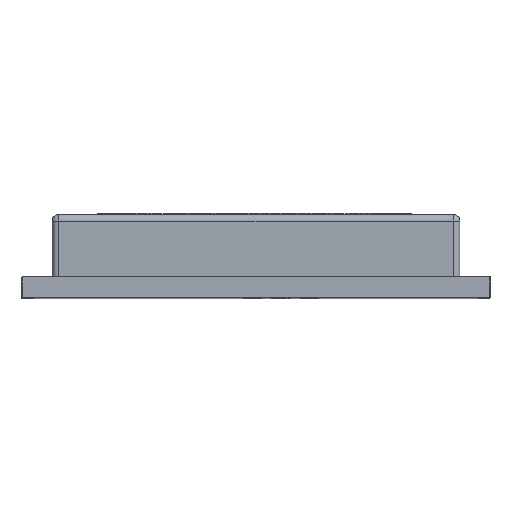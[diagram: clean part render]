
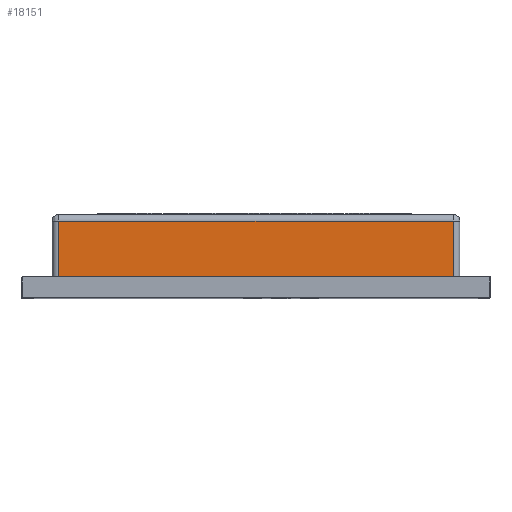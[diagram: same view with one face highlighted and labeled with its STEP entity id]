
A CAD part, top view. The second image highlights one B-rep face of the part: STEP entity #18151.
In plain terms, the highlighted planar face has unit normal (0, 0, 1).
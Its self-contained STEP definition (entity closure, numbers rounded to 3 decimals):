
#437 = ORIENTED_EDGE ( 'NONE', *, *, #13531, .F. ) ;
#1507 = DIRECTION ( 'NONE',  ( 0., 1., 0. ) ) ;
#1829 = LINE ( 'NONE', #14132, #31521 ) ;
#2636 = CARTESIAN_POINT ( 'NONE',  ( 16.6, 3.2, -0.71 ) ) ;
#2925 = EDGE_LOOP ( 'NONE', ( #8576, #17248, #20488, #437 ) ) ;
#3644 = PLANE ( 'NONE',  #13506 ) ;
#4765 = CARTESIAN_POINT ( 'NONE',  ( 1.15, 2.95, -0.71 ) ) ;
#5318 = VECTOR ( 'NONE', #1507, 1000. ) ;
#8281 = FACE_OUTER_BOUND ( 'NONE', #2925, .T. ) ;
#8576 = ORIENTED_EDGE ( 'NONE', *, *, #14443, .F. ) ;
#9048 = DIRECTION ( 'NONE',  ( -1., 0., 0. ) ) ;
#10293 = DIRECTION ( 'NONE',  ( 0., -1., 0. ) ) ;
#10312 = CARTESIAN_POINT ( 'NONE',  ( 1.4, 2.95, -0.71 ) ) ;
#11328 = CARTESIAN_POINT ( 'NONE',  ( 16.6, 0.8, -0.71 ) ) ;
#13506 = AXIS2_PLACEMENT_3D ( 'NONE', #30900, #18336, #9048 ) ;
#13531 = EDGE_CURVE ( 'NONE', #21131, #25740, #1829, .T. ) ;
#13708 = CARTESIAN_POINT ( 'NONE',  ( 16.6, 2.95, -0.71 ) ) ;
#13827 = DIRECTION ( 'NONE',  ( -1., 0., 0. ) ) ;
#14132 = CARTESIAN_POINT ( 'NONE',  ( 0., 0.8, -0.71 ) ) ;
#14443 = EDGE_CURVE ( 'NONE', #25110, #21131, #17181, .T. ) ;
#14512 = DIRECTION ( 'NONE',  ( 1., 0., 0. ) ) ;
#17181 = LINE ( 'NONE', #2636, #31548 ) ;
#17248 = ORIENTED_EDGE ( 'NONE', *, *, #23907, .F. ) ;
#18151 = ADVANCED_FACE ( 'NONE', ( #8281 ), #3644, .F. ) ;
#18336 = DIRECTION ( 'NONE',  ( 0., 0., -1. ) ) ;
#18424 = CARTESIAN_POINT ( 'NONE',  ( 1.4, 3.2, -0.71 ) ) ;
#19297 = LINE ( 'NONE', #4765, #20855 ) ;
#19998 = CARTESIAN_POINT ( 'NONE',  ( 1.4, 0.8, -0.71 ) ) ;
#20488 = ORIENTED_EDGE ( 'NONE', *, *, #20685, .F. ) ;
#20685 = EDGE_CURVE ( 'NONE', #25740, #28516, #28291, .T. ) ;
#20855 = VECTOR ( 'NONE', #14512, 1000. ) ;
#21131 = VERTEX_POINT ( 'NONE', #11328 ) ;
#23907 = EDGE_CURVE ( 'NONE', #28516, #25110, #19297, .T. ) ;
#25110 = VERTEX_POINT ( 'NONE', #13708 ) ;
#25740 = VERTEX_POINT ( 'NONE', #19998 ) ;
#28291 = LINE ( 'NONE', #18424, #5318 ) ;
#28516 = VERTEX_POINT ( 'NONE', #10312 ) ;
#30900 = CARTESIAN_POINT ( 'NONE',  ( 1.15, 3.2, -0.71 ) ) ;
#31521 = VECTOR ( 'NONE', #13827, 1000. ) ;
#31548 = VECTOR ( 'NONE', #10293, 1000. ) ;
